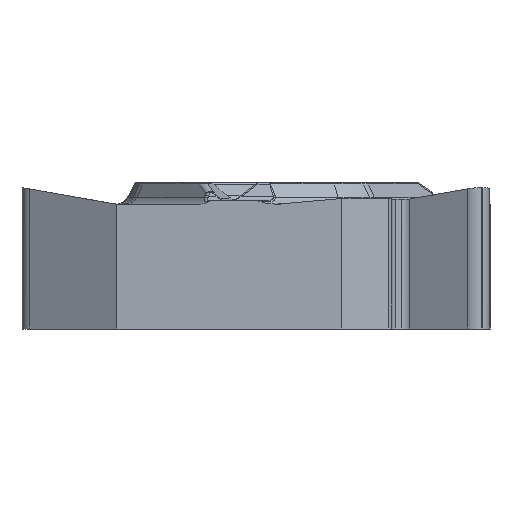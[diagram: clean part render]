
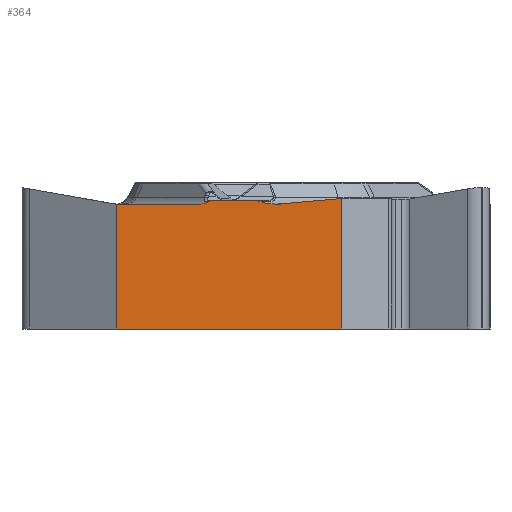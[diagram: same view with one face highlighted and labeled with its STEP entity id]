
A CAD part, left-side view. The second image highlights one B-rep face of the part: STEP entity #364.
In plain terms, the highlighted planar face has unit normal (-1, 0, 0).
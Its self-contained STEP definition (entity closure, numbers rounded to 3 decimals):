
#364=ADVANCED_FACE('',(#630),#583,.F.);
#583=PLANE('',#3594);
#630=FACE_OUTER_BOUND('',#843,.T.);
#843=EDGE_LOOP('',(#1151,#1152,#1153,#1154,#1155,#1156,#1157,#1158,#1159,
#1160,#1161,#1162));
#1071=ELLIPSE('',#3590,0.64,0.32);
#1072=ELLIPSE('',#3591,0.3,0.15);
#1073=ELLIPSE('',#3592,0.177,0.15);
#1074=ELLIPSE('',#3593,0.377,0.32);
#1151=ORIENTED_EDGE('',*,*,#2510,.F.);
#1152=ORIENTED_EDGE('',*,*,#2511,.T.);
#1153=ORIENTED_EDGE('',*,*,#2512,.F.);
#1154=ORIENTED_EDGE('',*,*,#2513,.F.);
#1155=ORIENTED_EDGE('',*,*,#2514,.T.);
#1156=ORIENTED_EDGE('',*,*,#2515,.T.);
#1157=ORIENTED_EDGE('',*,*,#2516,.F.);
#1158=ORIENTED_EDGE('',*,*,#2517,.F.);
#1159=ORIENTED_EDGE('',*,*,#2518,.F.);
#1160=ORIENTED_EDGE('',*,*,#2519,.F.);
#1161=ORIENTED_EDGE('',*,*,#2520,.T.);
#1162=ORIENTED_EDGE('',*,*,#2521,.T.);
#2199=VERTEX_POINT('',#5119);
#2200=VERTEX_POINT('',#5120);
#2201=VERTEX_POINT('',#5122);
#2202=VERTEX_POINT('',#5124);
#2203=VERTEX_POINT('',#5126);
#2204=VERTEX_POINT('',#5128);
#2205=VERTEX_POINT('',#5130);
#2206=VERTEX_POINT('',#5138);
#2207=VERTEX_POINT('',#5140);
#2208=VERTEX_POINT('',#5142);
#2209=VERTEX_POINT('',#5144);
#2210=VERTEX_POINT('',#5146);
#2510=EDGE_CURVE('',#2199,#2200,#3029,.T.);
#2511=EDGE_CURVE('',#2199,#2201,#3030,.T.);
#2512=EDGE_CURVE('',#2202,#2201,#3031,.T.);
#2513=EDGE_CURVE('',#2203,#2202,#3032,.T.);
#2514=EDGE_CURVE('',#2203,#2204,#1071,.T.);
#2515=EDGE_CURVE('',#2204,#2205,#3033,.T.);
#2516=EDGE_CURVE('',#2206,#2205,#3439,.T.);
#2517=EDGE_CURVE('',#2207,#2206,#1072,.T.);
#2518=EDGE_CURVE('',#2208,#2207,#3034,.T.);
#2519=EDGE_CURVE('',#2209,#2208,#1073,.T.);
#2520=EDGE_CURVE('',#2209,#2210,#1074,.T.);
#2521=EDGE_CURVE('',#2210,#2200,#3035,.T.);
#3029=LINE('',#5118,#3230);
#3030=LINE('',#5121,#3231);
#3031=LINE('',#5123,#3232);
#3032=LINE('',#5125,#3233);
#3033=LINE('',#5129,#3234);
#3034=LINE('',#5141,#3235);
#3035=LINE('',#5147,#3236);
#3230=VECTOR('',#3943,1.);
#3231=VECTOR('',#3944,1.);
#3232=VECTOR('',#3945,1.);
#3233=VECTOR('',#3946,1.);
#3234=VECTOR('',#3949,1.);
#3235=VECTOR('',#3952,1.);
#3236=VECTOR('',#3957,1.);
#3439=B_SPLINE_CURVE_WITH_KNOTS('',3,(#5131,#5132,#5133,#5134,#5135,#5136,
#5137),.UNSPECIFIED.,.F.,.F.,(4,3,4),(0.,0.503,1.),
 .UNSPECIFIED.);
#3590=AXIS2_PLACEMENT_3D('',#5127,#3947,#3948);
#3591=AXIS2_PLACEMENT_3D('',#5139,#3950,#3951);
#3592=AXIS2_PLACEMENT_3D('',#5143,#3953,#3954);
#3593=AXIS2_PLACEMENT_3D('',#5145,#3955,#3956);
#3594=AXIS2_PLACEMENT_3D('',#5148,#3958,#3959);
#3943=DIRECTION('',(0.,0.,1.));
#3944=DIRECTION('',(0.,-1.,0.));
#3945=DIRECTION('',(0.,0.,-1.));
#3946=DIRECTION('',(0.,-0.996,0.088));
#3947=DIRECTION('',(1.,0.,0.));
#3948=DIRECTION('',(0.,-1.,0.));
#3949=DIRECTION('',(0.,1.,0.));
#3950=DIRECTION('',(1.,0.,0.));
#3951=DIRECTION('',(0.,1.,0.));
#3952=DIRECTION('',(0.,-1.,0.));
#3953=DIRECTION('',(1.,0.,0.));
#3954=DIRECTION('',(0.,-1.,0.));
#3955=DIRECTION('',(1.,0.,0.));
#3956=DIRECTION('',(0.,-1.,0.));
#3957=DIRECTION('',(0.,1.,0.));
#3958=DIRECTION('',(1.,0.,0.));
#3959=DIRECTION('',(0.,0.,-1.));
#5118=CARTESIAN_POINT('',(-4.763,4.235,0.));
#5119=CARTESIAN_POINT('',(-4.763,4.235,-3.97));
#5120=CARTESIAN_POINT('',(-4.763,4.235,-0.46));
#5121=CARTESIAN_POINT('',(-4.763,-3.173,-3.97));
#5122=CARTESIAN_POINT('',(-4.763,-2.083,-3.97));
#5123=CARTESIAN_POINT('',(-4.763,-2.083,0.));
#5124=CARTESIAN_POINT('',(-4.763,-2.083,-0.306));
#5125=CARTESIAN_POINT('',(-4.763,3.106,-0.763));
#5126=CARTESIAN_POINT('',(-4.763,-0.389,-0.455));
#5127=CARTESIAN_POINT('',(-4.763,-0.278,-0.14));
#5128=CARTESIAN_POINT('',(-4.763,-0.278,-0.46));
#5129=CARTESIAN_POINT('',(-4.763,3.173,-0.46));
#5130=CARTESIAN_POINT('',(-4.763,-0.184,-0.46));
#5131=CARTESIAN_POINT('',(-4.763,0.181,-0.4));
#5132=CARTESIAN_POINT('',(-4.763,0.123,-0.421));
#5133=CARTESIAN_POINT('',(-4.763,0.061,-0.436));
#5134=CARTESIAN_POINT('',(-4.763,0.,-0.446));
#5135=CARTESIAN_POINT('',(-4.763,-0.061,-0.455));
#5136=CARTESIAN_POINT('',(-4.763,-0.122,-0.46));
#5137=CARTESIAN_POINT('',(-4.763,-0.184,-0.46));
#5138=CARTESIAN_POINT('',(-4.763,0.181,-0.4));
#5139=CARTESIAN_POINT('',(-4.763,0.36,-0.52));
#5140=CARTESIAN_POINT('',(-4.763,0.36,-0.37));
#5141=CARTESIAN_POINT('',(-4.763,-3.173,-0.37));
#5142=CARTESIAN_POINT('',(-4.763,1.549,-0.37));
#5143=CARTESIAN_POINT('',(-4.763,1.549,-0.52));
#5144=CARTESIAN_POINT('',(-4.763,1.653,-0.399));
#5145=CARTESIAN_POINT('',(-4.763,1.875,-0.14));
#5146=CARTESIAN_POINT('',(-4.763,1.875,-0.46));
#5147=CARTESIAN_POINT('',(-4.763,-3.173,-0.46));
#5148=CARTESIAN_POINT('',(-4.763,-3.173,0.));
